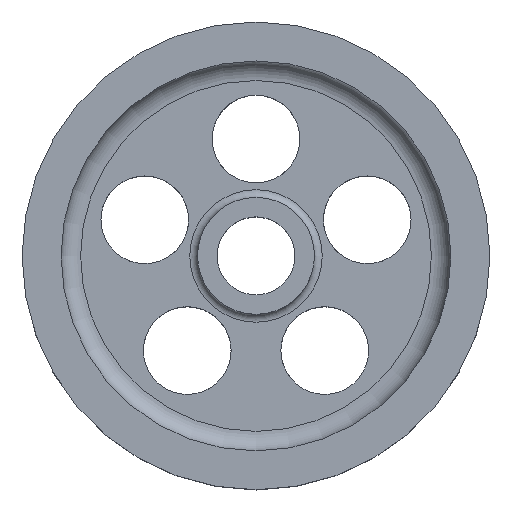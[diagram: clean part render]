
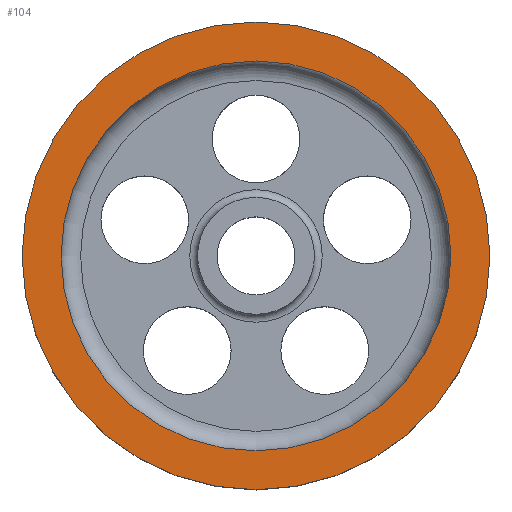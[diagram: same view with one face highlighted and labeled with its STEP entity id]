
A CAD part, top view. The second image highlights one B-rep face of the part: STEP entity #104.
In plain terms, the highlighted planar face has unit normal (0, 0, 1).
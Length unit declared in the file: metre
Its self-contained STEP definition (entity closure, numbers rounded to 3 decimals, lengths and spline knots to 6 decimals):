
#104 = ADVANCED_FACE( '', ( #246, #247 ), #248, .F. );
#246 = FACE_BOUND( '', #393, .T. );
#247 = FACE_OUTER_BOUND( '', #394, .T. );
#248 = PLANE( '', #395 );
#393 = EDGE_LOOP( '', ( #584 ) );
#394 = EDGE_LOOP( '', ( #585 ) );
#395 = AXIS2_PLACEMENT_3D( '', #586, #587, #588 );
#584 = ORIENTED_EDGE( '', *, *, #682, .T. );
#585 = ORIENTED_EDGE( '', *, *, #648, .F. );
#586 = CARTESIAN_POINT( '', ( 0., 0., 0.0381 ) );
#587 = DIRECTION( '', ( 0., 0., -1. ) );
#588 = DIRECTION( '', ( 1., 0., 0. ) );
#648 = EDGE_CURVE( '', #738, #738, #739, .T. );
#682 = EDGE_CURVE( '', #790, #790, #791, .T. );
#738 = VERTEX_POINT( '', #848 );
#739 = CIRCLE( '', #849, 0.1524 );
#790 = VERTEX_POINT( '', #900 );
#791 = CIRCLE( '', #901, 0.127 );
#848 = CARTESIAN_POINT( '', ( 0., 0.1524, 0.0381 ) );
#849 = AXIS2_PLACEMENT_3D( '', #968, #969, #970 );
#900 = CARTESIAN_POINT( '', ( 0., 0.127, 0.0381 ) );
#901 = AXIS2_PLACEMENT_3D( '', #1022, #1023, #1024 );
#968 = CARTESIAN_POINT( '', ( 0., 0., 0.0381 ) );
#969 = DIRECTION( '', ( 0., 0., -1. ) );
#970 = DIRECTION( '', ( 0., 1., 0. ) );
#1022 = CARTESIAN_POINT( '', ( 0., 0., 0.0381 ) );
#1023 = DIRECTION( '', ( 0., 0., -1. ) );
#1024 = DIRECTION( '', ( 0., 1., 0. ) );
